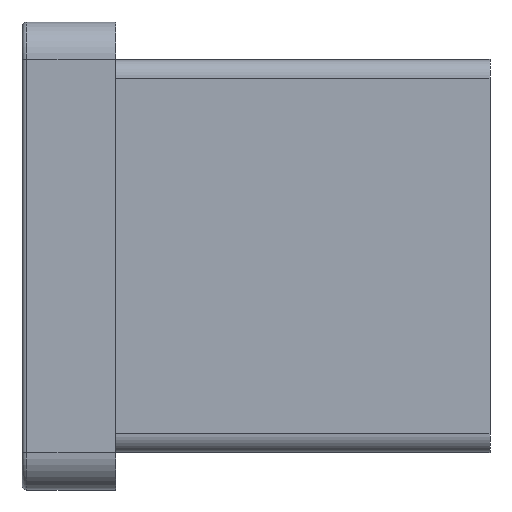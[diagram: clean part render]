
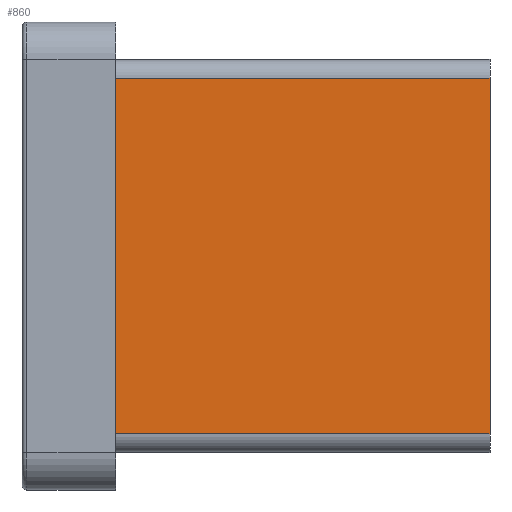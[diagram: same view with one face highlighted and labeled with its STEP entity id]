
A CAD part, left-side view. The second image highlights one B-rep face of the part: STEP entity #860.
In plain terms, the highlighted planar face has unit normal (-1, 0, 0).
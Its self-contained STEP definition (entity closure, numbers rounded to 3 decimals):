
#5 = VECTOR ( 'NONE', #546, 1000. ) ;
#29 = CARTESIAN_POINT ( 'NONE',  ( -10.5, 0., -10.5 ) ) ;
#69 = VERTEX_POINT ( 'NONE', #381 ) ;
#93 = VECTOR ( 'NONE', #946, 1000. ) ;
#156 = EDGE_CURVE ( 'NONE', #358, #220, #825, .T. ) ;
#220 = VERTEX_POINT ( 'NONE', #922 ) ;
#280 = AXIS2_PLACEMENT_3D ( 'NONE', #1077, #624, #793 ) ;
#301 = ORIENTED_EDGE ( 'NONE', *, *, #1009, .F. ) ;
#304 = EDGE_CURVE ( 'NONE', #69, #358, #320, .T. ) ;
#318 = ORIENTED_EDGE ( 'NONE', *, *, #1092, .T. ) ;
#320 = LINE ( 'NONE', #1026, #93 ) ;
#335 = VECTOR ( 'NONE', #954, 1000. ) ;
#358 = VERTEX_POINT ( 'NONE', #903 ) ;
#381 = CARTESIAN_POINT ( 'NONE',  ( -10.5, 20., -9.5 ) ) ;
#481 = LINE ( 'NONE', #1004, #5 ) ;
#522 = PLANE ( 'NONE',  #280 ) ;
#546 = DIRECTION ( 'NONE',  ( 0., 0., 1. ) ) ;
#589 = VECTOR ( 'NONE', #1091, 1000. ) ;
#595 = LINE ( 'NONE', #775, #335 ) ;
#624 = DIRECTION ( 'NONE',  ( 1., 0., 0. ) ) ;
#773 = EDGE_LOOP ( 'NONE', ( #301, #1114, #790, #318 ) ) ;
#775 = CARTESIAN_POINT ( 'NONE',  ( -10.5, 20., 9.5 ) ) ;
#790 = ORIENTED_EDGE ( 'NONE', *, *, #156, .T. ) ;
#793 = DIRECTION ( 'NONE',  ( 0., 0., -1. ) ) ;
#794 = VERTEX_POINT ( 'NONE', #1049 ) ;
#825 = LINE ( 'NONE', #29, #589 ) ;
#860 = ADVANCED_FACE ( 'NONE', ( #1068 ), #522, .F. ) ;
#903 = CARTESIAN_POINT ( 'NONE',  ( -10.5, 0., -9.5 ) ) ;
#922 = CARTESIAN_POINT ( 'NONE',  ( -10.5, 0., 9.5 ) ) ;
#946 = DIRECTION ( 'NONE',  ( 0., -1., 0. ) ) ;
#954 = DIRECTION ( 'NONE',  ( 0., 1., 0. ) ) ;
#1004 = CARTESIAN_POINT ( 'NONE',  ( -10.5, 20., -10.5 ) ) ;
#1009 = EDGE_CURVE ( 'NONE', #69, #794, #481, .T. ) ;
#1026 = CARTESIAN_POINT ( 'NONE',  ( -10.5, 20., -9.5 ) ) ;
#1049 = CARTESIAN_POINT ( 'NONE',  ( -10.5, 20., 9.5 ) ) ;
#1068 = FACE_OUTER_BOUND ( 'NONE', #773, .T. ) ;
#1077 = CARTESIAN_POINT ( 'NONE',  ( -10.5, 20., -10.5 ) ) ;
#1091 = DIRECTION ( 'NONE',  ( 0., 0., 1. ) ) ;
#1092 = EDGE_CURVE ( 'NONE', #220, #794, #595, .T. ) ;
#1114 = ORIENTED_EDGE ( 'NONE', *, *, #304, .T. ) ;
